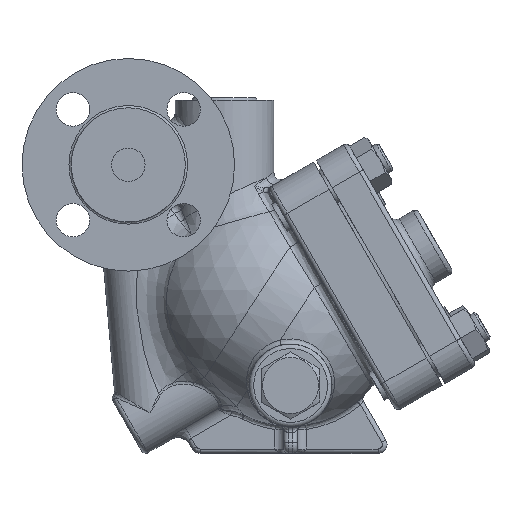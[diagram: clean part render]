
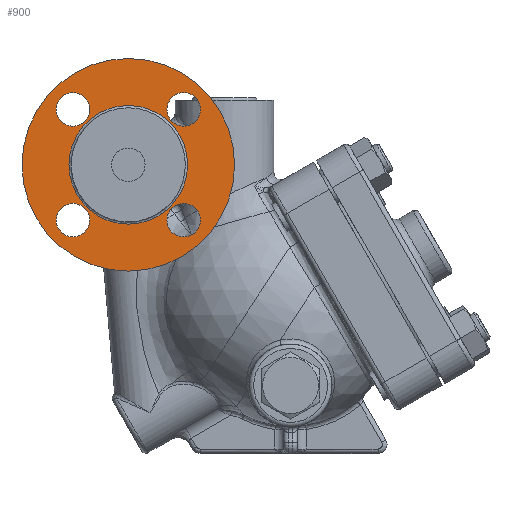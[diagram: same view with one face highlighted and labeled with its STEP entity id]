
A CAD part, front view. The second image highlights one B-rep face of the part: STEP entity #900.
In plain terms, the highlighted planar face has unit normal (0, -1, 0).
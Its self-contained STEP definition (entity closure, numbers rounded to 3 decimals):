
#825=CARTESIAN_POINT('',(-43.,-124.0,26.5));
#826=VERTEX_POINT('',#825);
#827=CARTESIAN_POINT('',(-43.,-124.0,0.));
#828=DIRECTION('',(0.0,-1.0,0.0));
#829=DIRECTION('',(0.0,0.0,-1.0));
#830=AXIS2_PLACEMENT_3D('',#827,#828,#829);
#831=CIRCLE('',#830,26.5);
#832=EDGE_CURVE('',#826,#826,#831,.T.);
#837=CARTESIAN_POINT('',(-43.,-124.0,36.5));
#838=DIRECTION('',(0.0,-1.0,0.0));
#839=DIRECTION('',(0.0,0.0,-1.0));
#840=AXIS2_PLACEMENT_3D('',#837,#838,#839);
#841=PLANE('',#840);
#842=CARTESIAN_POINT('',(-43.,-124.0,47.5));
#843=VERTEX_POINT('',#842);
#844=CARTESIAN_POINT('',(-43.,-124.,0.));
#845=DIRECTION('',(0.0,1.0,0.0));
#846=DIRECTION('',(0.0,0.0,1.0));
#847=AXIS2_PLACEMENT_3D('',#844,#845,#846);
#848=CIRCLE('',#847,47.5);
#849=EDGE_CURVE('',#843,#843,#848,.T.);
#850=ORIENTED_EDGE('',*,*,#849,.F.);
#851=EDGE_LOOP('',(#850));
#852=FACE_OUTER_BOUND('',#851,.T.);
#853=CARTESIAN_POINT('',(-10.751,-124.0,24.749));
#854=VERTEX_POINT('',#853);
#855=CARTESIAN_POINT('',(-18.251,-124.,24.749));
#856=DIRECTION('',(0.0,1.0,0.0));
#857=DIRECTION('',(1.0,0.0,0.0));
#858=AXIS2_PLACEMENT_3D('',#855,#856,#857);
#859=CIRCLE('',#858,7.5);
#860=EDGE_CURVE('',#854,#854,#859,.T.);
#861=ORIENTED_EDGE('',*,*,#860,.T.);
#862=EDGE_LOOP('',(#861));
#863=FACE_BOUND('',#862,.T.);
#864=CARTESIAN_POINT('',(-18.251,-124.0,-32.249));
#865=VERTEX_POINT('',#864);
#866=CARTESIAN_POINT('',(-18.251,-124.,-24.749));
#867=DIRECTION('',(0.0,1.0,0.0));
#868=DIRECTION('',(0.0,0.0,-1.0));
#869=AXIS2_PLACEMENT_3D('',#866,#867,#868);
#870=CIRCLE('',#869,7.5);
#871=EDGE_CURVE('',#865,#865,#870,.T.);
#872=ORIENTED_EDGE('',*,*,#871,.T.);
#873=EDGE_LOOP('',(#872));
#874=FACE_BOUND('',#873,.T.);
#875=CARTESIAN_POINT('',(-75.249,-124.0,-24.749));
#876=VERTEX_POINT('',#875);
#877=CARTESIAN_POINT('',(-67.749,-124.,-24.749));
#878=DIRECTION('',(0.0,1.0,0.0));
#879=DIRECTION('',(-1.0,0.0,0.0));
#880=AXIS2_PLACEMENT_3D('',#877,#878,#879);
#881=CIRCLE('',#880,7.5);
#882=EDGE_CURVE('',#876,#876,#881,.T.);
#883=ORIENTED_EDGE('',*,*,#882,.T.);
#884=EDGE_LOOP('',(#883));
#885=FACE_BOUND('',#884,.T.);
#886=CARTESIAN_POINT('',(-67.749,-124.0,32.249));
#887=VERTEX_POINT('',#886);
#888=CARTESIAN_POINT('',(-67.749,-124.,24.749));
#889=DIRECTION('',(0.0,1.0,0.0));
#890=DIRECTION('',(0.0,0.0,1.0));
#891=AXIS2_PLACEMENT_3D('',#888,#889,#890);
#892=CIRCLE('',#891,7.5);
#893=EDGE_CURVE('',#887,#887,#892,.T.);
#894=ORIENTED_EDGE('',*,*,#893,.T.);
#895=EDGE_LOOP('',(#894));
#896=FACE_BOUND('',#895,.T.);
#897=ORIENTED_EDGE('',*,*,#832,.F.);
#898=EDGE_LOOP('',(#897));
#899=FACE_BOUND('',#898,.T.);
#900=ADVANCED_FACE('',(#852,#863,#874,#885,#896,#899),#841,.T.);
